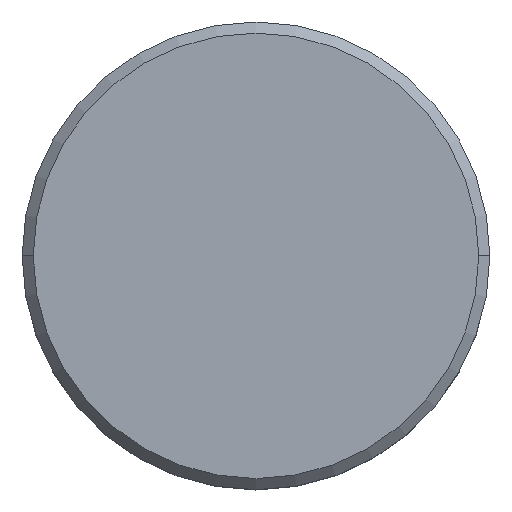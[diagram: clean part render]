
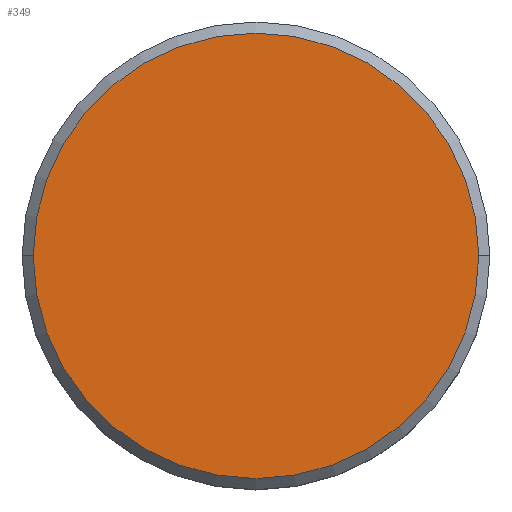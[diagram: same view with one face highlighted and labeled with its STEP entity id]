
A CAD part, top view. The second image highlights one B-rep face of the part: STEP entity #349.
In plain terms, the highlighted planar face has unit normal (0, 0, 1).
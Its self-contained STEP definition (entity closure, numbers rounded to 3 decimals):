
#21 = FACE_OUTER_BOUND ( 'NONE', #169, .T. ) ;
#44 = VERTEX_POINT ( 'NONE', #348 ) ;
#107 = AXIS2_PLACEMENT_3D ( 'NONE', #207, #569, #438 ) ;
#169 = EDGE_LOOP ( 'NONE', ( #399, #209 ) ) ;
#207 = CARTESIAN_POINT ( 'NONE',  ( 0., 0., 0. ) ) ;
#209 = ORIENTED_EDGE ( 'NONE', *, *, #483, .T. ) ;
#237 = AXIS2_PLACEMENT_3D ( 'NONE', #257, #252, #576 ) ;
#252 = DIRECTION ( 'NONE',  ( 0., 0., 1. ) ) ;
#257 = CARTESIAN_POINT ( 'NONE',  ( 0., 0., 0. ) ) ;
#260 = CIRCLE ( 'NONE', #329, 10. ) ;
#294 = PLANE ( 'NONE',  #107 ) ;
#321 = EDGE_CURVE ( 'NONE', #433, #44, #449, .T. ) ;
#322 = CARTESIAN_POINT ( 'NONE',  ( 0., 0., 0. ) ) ;
#329 = AXIS2_PLACEMENT_3D ( 'NONE', #322, #365, #545 ) ;
#348 = CARTESIAN_POINT ( 'NONE',  ( 10., 0., 0. ) ) ;
#349 = ADVANCED_FACE ( 'NONE', ( #21 ), #294, .T. ) ;
#365 = DIRECTION ( 'NONE',  ( 0., 0., 1. ) ) ;
#399 = ORIENTED_EDGE ( 'NONE', *, *, #321, .T. ) ;
#418 = CARTESIAN_POINT ( 'NONE',  ( -10., 0., 0. ) ) ;
#433 = VERTEX_POINT ( 'NONE', #418 ) ;
#438 = DIRECTION ( 'NONE',  ( 1., 0., 0. ) ) ;
#449 = CIRCLE ( 'NONE', #237, 10. ) ;
#483 = EDGE_CURVE ( 'NONE', #44, #433, #260, .T. ) ;
#545 = DIRECTION ( 'NONE',  ( 1., 0., 0. ) ) ;
#569 = DIRECTION ( 'NONE',  ( 0., 0., 1. ) ) ;
#576 = DIRECTION ( 'NONE',  ( 1., 0., 0. ) ) ;
